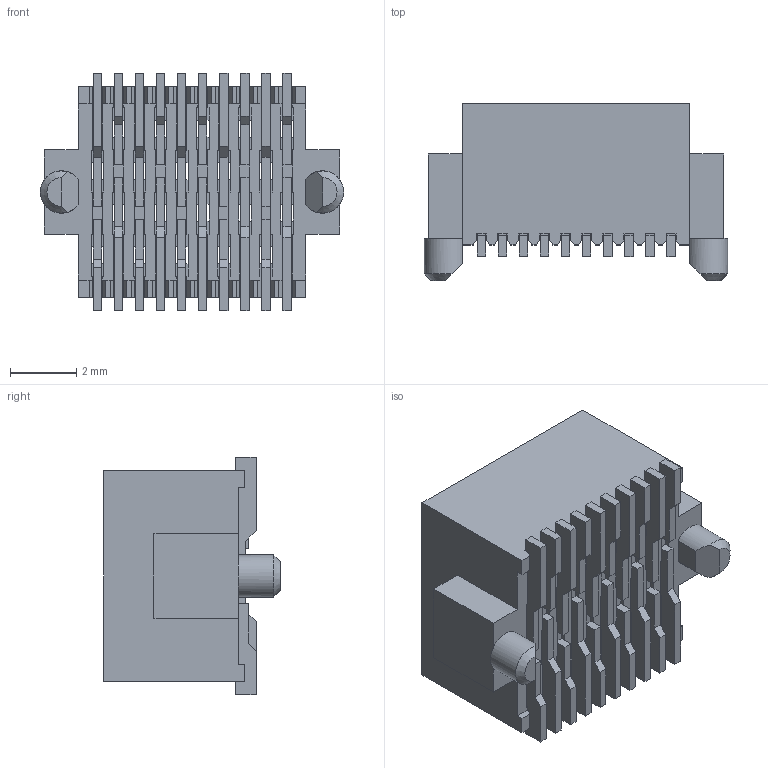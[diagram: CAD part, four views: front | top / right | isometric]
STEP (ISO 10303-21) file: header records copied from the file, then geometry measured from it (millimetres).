
FILE_DESCRIPTION((''),'2;1');
FILE_NAME('FBB12709-F20-H46_ASM','2026-03-17T10:38:10',('gongchengVV'),(''),'CREO PARAMETRIC BY PTC INC, 2020033','CREO PARAMETRIC BY PTC INC, 2020033','');
FILE_SCHEMA(('CONFIG_CONTROL_DESIGN'));
Length unit declared in the file: millimetre
Products named in the file (1): FBB12709-F20-H46_ASM
Bounding box: 9.14 x 5.33 x 7.15 mm (x, y, z)
Volume: 173.2 mm3; surface area: 715.4 mm2
Topology: 21 solids, 21 shells, 850 faces, 2400 edges, 1572 vertices
Faces by surface type: plane 826, cylinder 22, cone 2
Entity records: 26936 total; most frequent: CARTESIAN_POINT 4854, ORIENTED_EDGE 4800, DIRECTION 4142, EDGE_CURVE 2400, VECTOR 2342, LINE 2342, VERTEX_POINT 1572, AXIS2_PLACEMENT_3D 900
